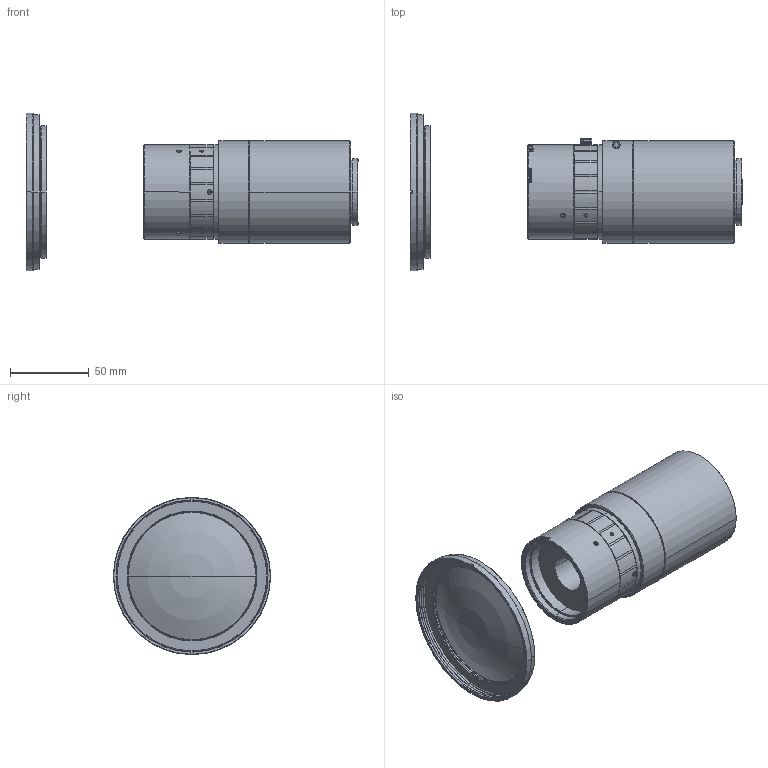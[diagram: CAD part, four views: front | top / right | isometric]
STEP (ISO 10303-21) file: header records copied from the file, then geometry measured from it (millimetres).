
FILE_DESCRIPTION((''),'2;1');
FILE_NAME('TL046230Z_ASM','2021-08-06T',('Administrator'),(''),'PRO/ENGINEER BY PARAMETRIC TECHNOLOGY CORPORATION, 2014320','PRO/ENGINEER BY PARAMETRIC TECHNOLOGY CORPORATION, 2014320','');
FILE_SCHEMA(('CONFIG_CONTROL_DESIGN','SHAPE_APPEARANCE_LAYERS_GROUPS'));
Length unit declared in the file: millimetre
Products named in the file (1): TL046230Z_ASM
Bounding box: 211.21 x 100 x 100 mm (x, y, z)
Volume: 348018.2 mm3; surface area: 108544.3 mm2
Topology: 3 solids, 12 shells, 1201 faces, 3102 edges, 2000 vertices
Faces by surface type: plane 296, cylinder 279, cone 233, bspline 202, extrusion 183, sphere 6, torus 2
Entity records: 51063 total; most frequent: CARTESIAN_POINT 22177, ORIENTED_EDGE 6192, DIRECTION 4633, EDGE_CURVE 3096, VERTEX_POINT 2000, AXIS2_PLACEMENT_3D 1686, B_SPLINE_CURVE_WITH_KNOTS 1331, EDGE_LOOP 1324
